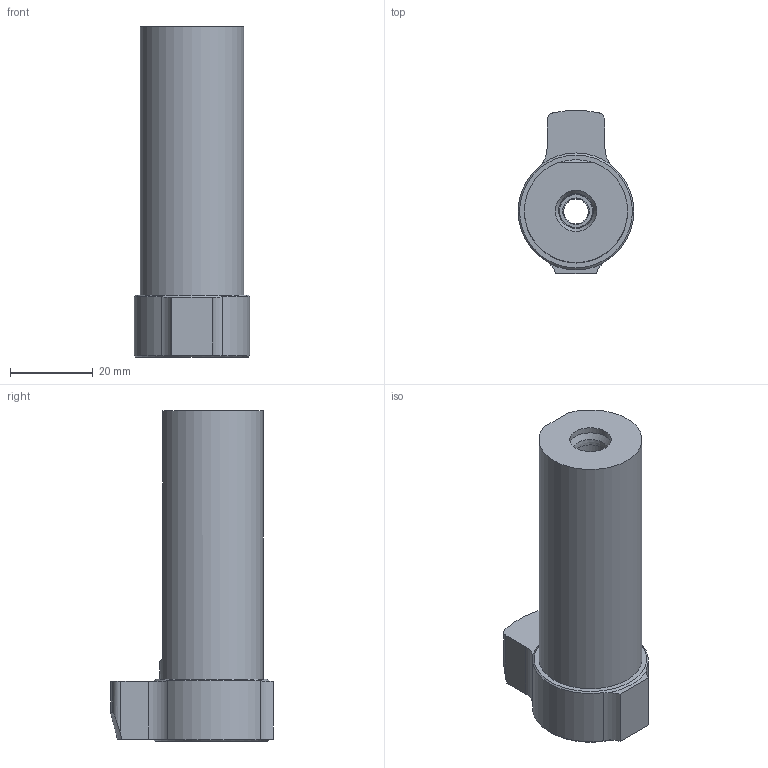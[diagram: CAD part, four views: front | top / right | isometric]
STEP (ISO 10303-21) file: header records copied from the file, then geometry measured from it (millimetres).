
FILE_DESCRIPTION((''),'1');
FILE_NAME('SL25-HDC6-65.stp','2020-04-01T06:51:10',(''),(''),'Spatial Interop R21 SP3','Kubotek KeyCreator 2011 V10.0.2 (22737)',' ');
FILE_SCHEMA(('automotive_design'));
Length unit declared in the file: millimetre
Products named in the file (1): Unnamed[1]
Bounding box: 28 x 39.43 x 80 mm (x, y, z)
Volume: 40117.3 mm3; surface area: 9875.1 mm2
Topology: 1 solids, 1 shells, 35 faces, 84 edges, 55 vertices
Faces by surface type: cylinder 15, plane 15, cone 5
Full cylindrical faces by diameter (mm): 6 x1, 6.4 x1, 8 x1, 8.2 x1, 10 x1, 25 x1
Entity records: 2129 total; most frequent: CARTESIAN_POINT 553, DIRECTION 168, PRESENTATION_STYLE_ASSIGNMENT 143, COLOUR_RGB 143, ORIENTED_EDGE 142, STYLED_ITEM 107, CURVE_STYLE 107, DRAUGHTING_PRE_DEFINED_CURVE_FONT 107
